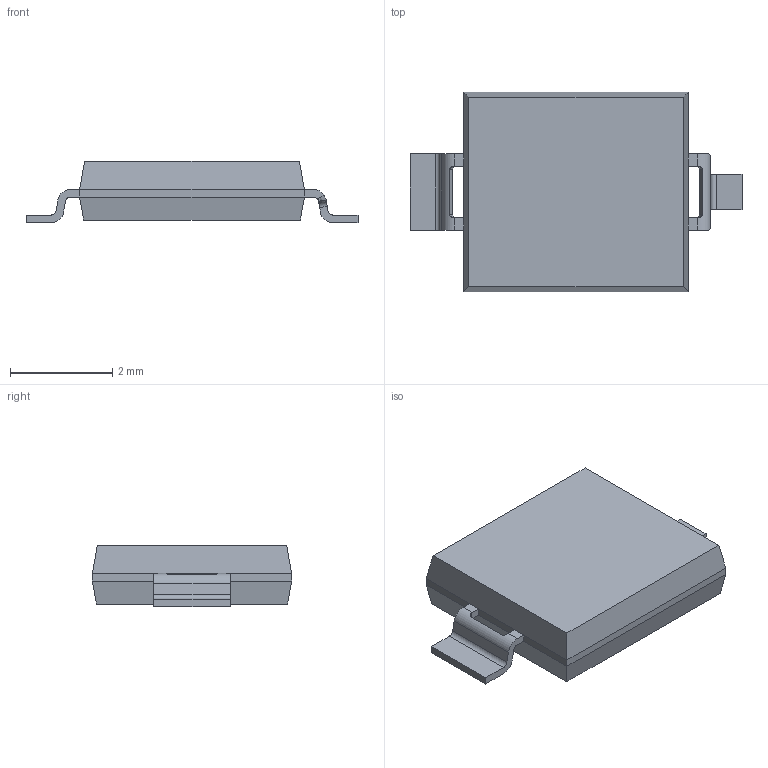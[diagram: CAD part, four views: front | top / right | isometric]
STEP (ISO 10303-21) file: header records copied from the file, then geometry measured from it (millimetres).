
FILE_DESCRIPTION(/* description */ ('STEP AP203'),/* implementation_level */ '2;1');
FILE_NAME(/* name */ 'SFH_2430.step',/* time_stamp */ '2025-04-05T21:44:02-07:00',/* author */ (''),/* organization */ (''),/* preprocessor_version */ 'ST-DEVELOPER v20.1',/* originating_system */ 'Autodesk Translation Framework v14.4.0.0',/* authorisation */ '');
FILE_SCHEMA (('AUTOMOTIVE_DESIGN { 1 0 10303 214 3 1 1 }'));
Length unit declared in the file: millimetre
Products named in the file (1): SFH_2430
Bounding box: 6.5 x 3.9 x 1.2 mm (x, y, z)
Volume: 19.4 mm3; surface area: 57.7 mm2
Topology: 1 solids, 1 shells, 68 faces, 182 edges, 112 vertices
Faces by surface type: plane 50, cylinder 12, bspline 6
Entity records: 2392 total; most frequent: CARTESIAN_POINT 675, ORIENTED_EDGE 364, DIRECTION 328, EDGE_CURVE 182, LINE 138, VECTOR 138, VERTEX_POINT 112, AXIS2_PLACEMENT_3D 95
